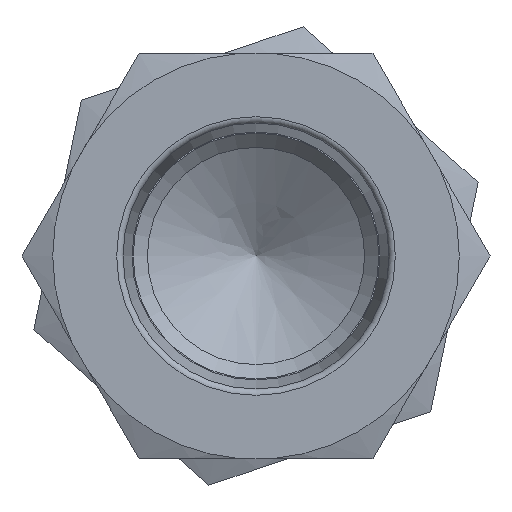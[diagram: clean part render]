
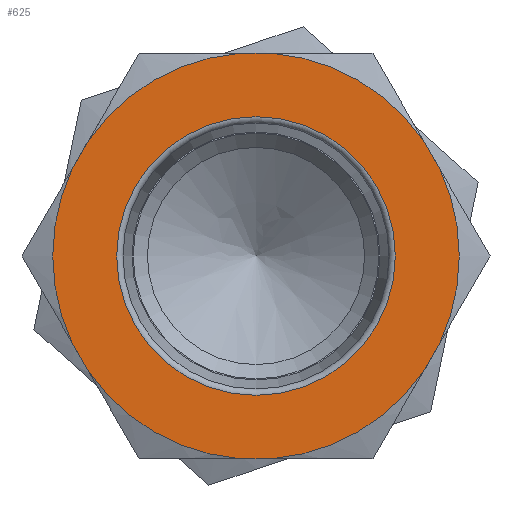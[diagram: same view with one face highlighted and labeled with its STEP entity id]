
A CAD part, left-side view. The second image highlights one B-rep face of the part: STEP entity #625.
In plain terms, the highlighted planar face has unit normal (-1, 0, 0).
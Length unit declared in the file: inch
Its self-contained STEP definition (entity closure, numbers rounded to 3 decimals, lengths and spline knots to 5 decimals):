
#481=CARTESIAN_POINT('',(0.0,0.,0.32215));
#482=VERTEX_POINT('',#481);
#483=CARTESIAN_POINT('',(0.0,0.0,0.0));
#484=DIRECTION('',(-1.0,0.0,0.0));
#485=DIRECTION('',(0.0,0.0,-1.0));
#486=AXIS2_PLACEMENT_3D('',#483,#484,#485);
#487=CIRCLE('',#486,0.32215);
#488=EDGE_CURVE('',#482,#482,#487,.T.);
#513=CARTESIAN_POINT('',(0.0,0.,0.));
#514=DIRECTION('',(1.0,0.0,0.0));
#515=DIRECTION('',(0.0,0.0,-1.0));
#516=AXIS2_PLACEMENT_3D('',#513,#514,#515);
#517=PLANE('',#516);
#518=CARTESIAN_POINT('',(0.,-0.03752,-0.4685));
#519=VERTEX_POINT('',#518);
#520=CARTESIAN_POINT('',(0.,-0.38697,-0.26674));
#521=VERTEX_POINT('',#520);
#522=CARTESIAN_POINT('',(0.0,0.0,0.0));
#523=DIRECTION('',(-1.0,0.0,0.0));
#524=DIRECTION('',(0.0,1.0,0.0));
#525=AXIS2_PLACEMENT_3D('',#522,#523,#524);
#526=CIRCLE('',#525,0.47);
#527=EDGE_CURVE('',#519,#521,#526,.T.);
#528=ORIENTED_EDGE('',*,*,#527,.T.);
#529=CARTESIAN_POINT('',(0.,-0.42449,-0.20176));
#530=VERTEX_POINT('',#529);
#531=CARTESIAN_POINT('',(0.0,-0.38697,-0.26674));
#532=DIRECTION('',(0.0,-0.5,0.866));
#533=VECTOR('',#532,0.07504);
#534=LINE('',#531,#533);
#535=EDGE_CURVE('',#521,#530,#534,.T.);
#536=ORIENTED_EDGE('',*,*,#535,.T.);
#537=CARTESIAN_POINT('',(0.,-0.42449,0.20176));
#538=VERTEX_POINT('',#537);
#539=CARTESIAN_POINT('',(0.0,0.0,0.0));
#540=DIRECTION('',(-1.0,0.0,0.0));
#541=DIRECTION('',(0.0,1.0,0.0));
#542=AXIS2_PLACEMENT_3D('',#539,#540,#541);
#543=CIRCLE('',#542,0.47);
#544=EDGE_CURVE('',#530,#538,#543,.T.);
#545=ORIENTED_EDGE('',*,*,#544,.T.);
#546=CARTESIAN_POINT('',(0.,-0.38697,0.26674));
#547=VERTEX_POINT('',#546);
#548=CARTESIAN_POINT('',(0.0,-0.42449,0.20176));
#549=DIRECTION('',(0.0,0.5,0.866));
#550=VECTOR('',#549,0.07504);
#551=LINE('',#548,#550);
#552=EDGE_CURVE('',#538,#547,#551,.T.);
#553=ORIENTED_EDGE('',*,*,#552,.T.);
#554=CARTESIAN_POINT('',(0.,-0.03752,0.4685));
#555=VERTEX_POINT('',#554);
#556=CARTESIAN_POINT('',(0.0,0.0,0.0));
#557=DIRECTION('',(-1.0,0.0,0.0));
#558=DIRECTION('',(0.0,1.0,0.0));
#559=AXIS2_PLACEMENT_3D('',#556,#557,#558);
#560=CIRCLE('',#559,0.47);
#561=EDGE_CURVE('',#547,#555,#560,.T.);
#562=ORIENTED_EDGE('',*,*,#561,.T.);
#563=CARTESIAN_POINT('',(0.,0.03752,0.4685));
#564=VERTEX_POINT('',#563);
#565=CARTESIAN_POINT('',(0.0,-0.03752,0.4685));
#566=DIRECTION('',(0.0,1.0,0.0));
#567=VECTOR('',#566,0.07504);
#568=LINE('',#565,#567);
#569=EDGE_CURVE('',#555,#564,#568,.T.);
#570=ORIENTED_EDGE('',*,*,#569,.T.);
#571=CARTESIAN_POINT('',(0.,0.38697,0.26674));
#572=VERTEX_POINT('',#571);
#573=CARTESIAN_POINT('',(0.0,0.0,0.0));
#574=DIRECTION('',(-1.0,0.0,0.0));
#575=DIRECTION('',(0.0,1.0,0.0));
#576=AXIS2_PLACEMENT_3D('',#573,#574,#575);
#577=CIRCLE('',#576,0.47);
#578=EDGE_CURVE('',#564,#572,#577,.T.);
#579=ORIENTED_EDGE('',*,*,#578,.T.);
#580=CARTESIAN_POINT('',(0.,0.42449,0.20176));
#581=VERTEX_POINT('',#580);
#582=CARTESIAN_POINT('',(0.0,0.38697,0.26674));
#583=DIRECTION('',(0.0,0.5,-0.866));
#584=VECTOR('',#583,0.07504);
#585=LINE('',#582,#584);
#586=EDGE_CURVE('',#572,#581,#585,.T.);
#587=ORIENTED_EDGE('',*,*,#586,.T.);
#588=CARTESIAN_POINT('',(0.,0.42449,-0.20176));
#589=VERTEX_POINT('',#588);
#590=CARTESIAN_POINT('',(0.0,0.0,0.0));
#591=DIRECTION('',(-1.0,0.0,0.0));
#592=DIRECTION('',(0.0,1.0,0.0));
#593=AXIS2_PLACEMENT_3D('',#590,#591,#592);
#594=CIRCLE('',#593,0.47);
#595=EDGE_CURVE('',#581,#589,#594,.T.);
#596=ORIENTED_EDGE('',*,*,#595,.T.);
#597=CARTESIAN_POINT('',(0.,0.38697,-0.26674));
#598=VERTEX_POINT('',#597);
#599=CARTESIAN_POINT('',(0.0,0.42449,-0.20176));
#600=DIRECTION('',(0.0,-0.5,-0.866));
#601=VECTOR('',#600,0.07504);
#602=LINE('',#599,#601);
#603=EDGE_CURVE('',#589,#598,#602,.T.);
#604=ORIENTED_EDGE('',*,*,#603,.T.);
#605=CARTESIAN_POINT('',(0.,0.03752,-0.4685));
#606=VERTEX_POINT('',#605);
#607=CARTESIAN_POINT('',(0.0,0.0,0.0));
#608=DIRECTION('',(-1.0,0.0,0.0));
#609=DIRECTION('',(0.0,1.0,0.0));
#610=AXIS2_PLACEMENT_3D('',#607,#608,#609);
#611=CIRCLE('',#610,0.47);
#612=EDGE_CURVE('',#598,#606,#611,.T.);
#613=ORIENTED_EDGE('',*,*,#612,.T.);
#614=CARTESIAN_POINT('',(0.0,0.03752,-0.4685));
#615=DIRECTION('',(0.0,-1.0,0.0));
#616=VECTOR('',#615,0.07504);
#617=LINE('',#614,#616);
#618=EDGE_CURVE('',#606,#519,#617,.T.);
#619=ORIENTED_EDGE('',*,*,#618,.T.);
#620=EDGE_LOOP('',(#528,#536,#545,#553,#562,#570,#579,#587,#596,#604,#613,#619));
#621=FACE_OUTER_BOUND('',#620,.T.);
#622=ORIENTED_EDGE('',*,*,#488,.F.);
#623=EDGE_LOOP('',(#622));
#624=FACE_BOUND('',#623,.T.);
#625=ADVANCED_FACE('',(#621,#624),#517,.F.);
